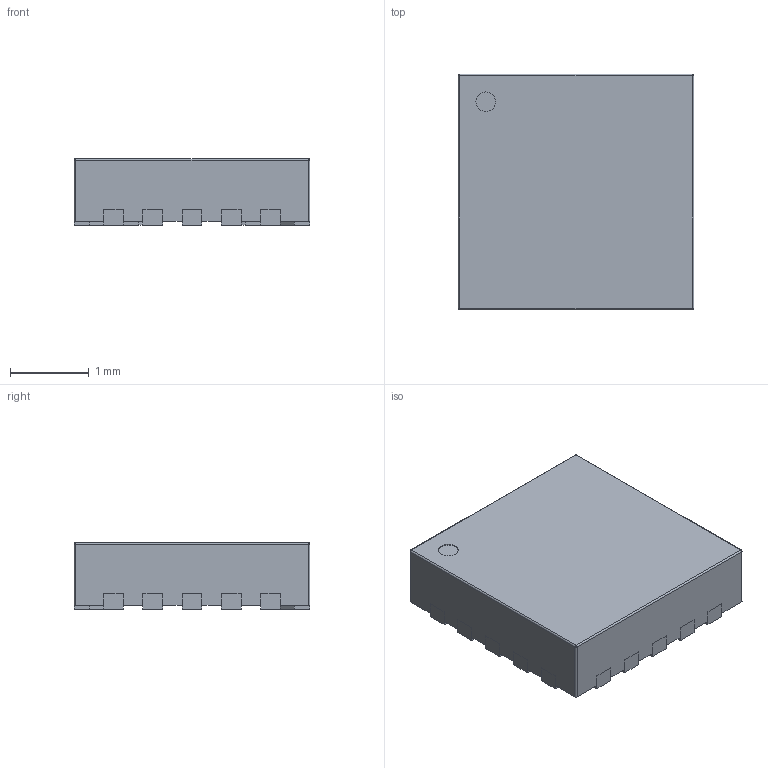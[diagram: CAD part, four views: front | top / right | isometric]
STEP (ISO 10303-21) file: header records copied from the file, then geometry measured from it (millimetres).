
FILE_DESCRIPTION(/* description */ (''),/* implementation_level */ '2;1');
FILE_NAME(/* name */ 'ST - QFN20 3x3.step',/* time_stamp */ '2020-02-19T22:10:43+02:00',/* author */ (''),/* organization */ (''),/* preprocessor_version */ 'ST-DEVELOPER v18',/* originating_system */ 'Autodesk Translation Framework v8.12.0.6',/* authorisation */ '');
FILE_SCHEMA (('AUTOMOTIVE_DESIGN { 1 0 10303 214 3 1 1 }'));
Length unit declared in the file: millimetre
Products named in the file (1): ST - QFN20 3x3
Bounding box: 3 x 3 x 0.85 mm (x, y, z)
Volume: 7.3 mm3; surface area: 28.9 mm2
Topology: 1 solids, 1 shells, 128 faces, 363 edges, 238 vertices
Faces by surface type: plane 102, cylinder 22, sphere 4
Full cylindrical faces by diameter (mm): 0.25 x1
Entity records: 4248 total; most frequent: CARTESIAN_POINT 730, ORIENTED_EDGE 726, DIRECTION 665, EDGE_CURVE 363, LINE 319, VECTOR 319, VERTEX_POINT 238, AXIS2_PLACEMENT_3D 173
